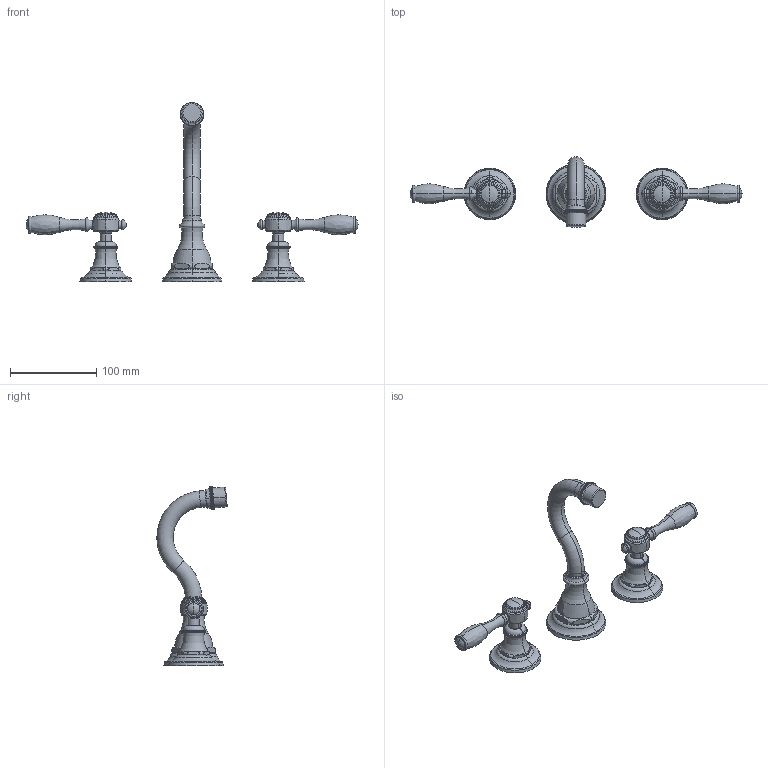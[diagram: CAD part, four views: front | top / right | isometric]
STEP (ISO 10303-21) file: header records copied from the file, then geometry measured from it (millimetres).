
FILE_DESCRIPTION((''),'2;1');
FILE_NAME('3-1771_SW0001','2020-11-30T13:00:25',('rsmith'),(''),'CREO PARAMETRIC BY PTC INC, 2018400','CREO PARAMETRIC BY PTC INC, 2018400','');
FILE_SCHEMA(('AUTOMOTIVE_DESIGN { 1 0 10303 214 1 1 1 1 }'));
Length unit declared in the file: inch
Products named in the file (1): 3-1771_SW0001
Bounding box: 385.27 x 81.65 x 207.73 mm (x, y, z)
Volume: 305270 mm3; surface area: 61276.4 mm2
Topology: 3 solids, 3 shells, 659 faces, 1142 edges, 714 vertices
Faces by surface type: plane 457, torus 118, cylinder 34, bspline 28, sphere 12, cone 10
Entity records: 33666 total; most frequent: CARTESIAN_POINT 13055, DIRECTION 2290, ORIENTED_EDGE 2260, PRESENTATION_STYLE_ASSIGNMENT 1594, STYLED_ITEM 1133, CURVE_STYLE 1130, EDGE_CURVE 1130, AXIS2_PLACEMENT_3D 1019
